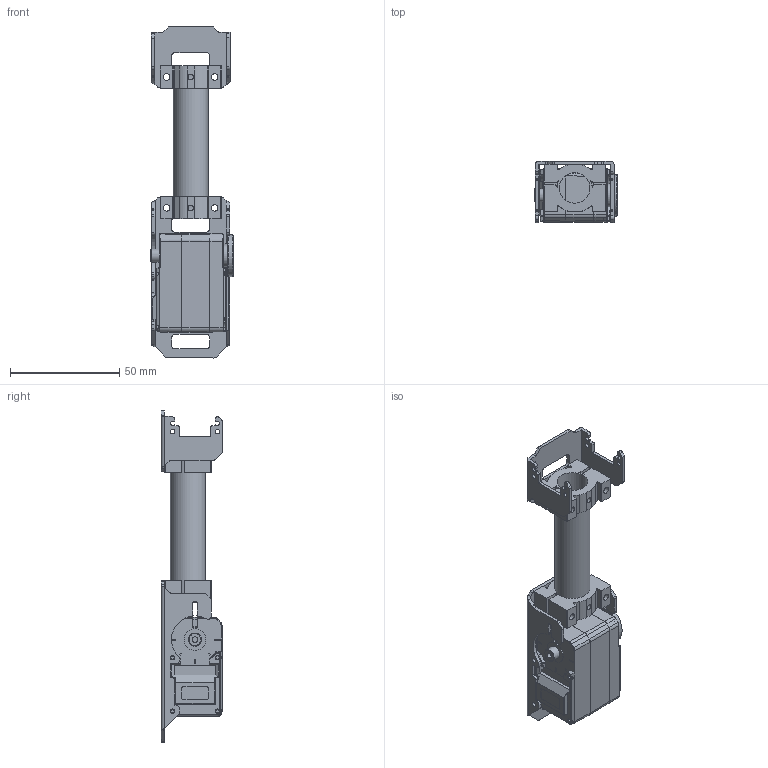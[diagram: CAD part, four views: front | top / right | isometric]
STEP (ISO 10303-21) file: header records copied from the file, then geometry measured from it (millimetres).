
FILE_DESCRIPTION(/* description */ ('STEP AP214'),/* implementation_level */ '2;1');
FILE_NAME(/* name */ '642192ee1d7102162744f9ea',/* time_stamp */ '2023-03-27T12:58:25+00:00',/* author */ (''),/* organization */ (''),/* preprocessor_version */ 'ST-DEVELOPER v18.102',/* originating_system */ ' ',/* authorisation */ ' ');
FILE_SCHEMA (('AUTOMOTIVE_DESIGN {1 0 10303 214 3 1 1}'));
Length unit declared in the file: metre
Products named in the file (1): link_3
Bounding box: 37.8 x 28.26 x 151.94 mm (x, y, z)
Volume: 50816.7 mm3; surface area: 31227.6 mm2
Topology: 1 solids, 26 shells, 1132 faces, 3211 edges, 2095 vertices
Faces by surface type: plane 596, cylinder 422, cone 45, torus 30, bspline 25, sphere 14
Full cylindrical faces by diameter (mm): 1 x1, 1.2 x1, 1.6 x12, 2 x6, 2.2 x7, 2.5 x8, 2.6 x1, 3 x8, 3.2 x1, 3.5 x2, 4 x1, 4.7 x1, 5 x1, 6 x1, 6.2 x1, 8 x1, 10 x1, 10.5 x1, 10.6 x1, 14 x1, 16 x1, 17.05 x1, 19.2 x1
Entity records: 41103 total; most frequent: CARTESIAN_POINT 11910, ORIENTED_EDGE 6146, DIRECTION 6098, EDGE_CURVE 3073, AXIS2_PLACEMENT_3D 2174, VERTEX_POINT 2046, LINE 1750, VECTOR 1750
